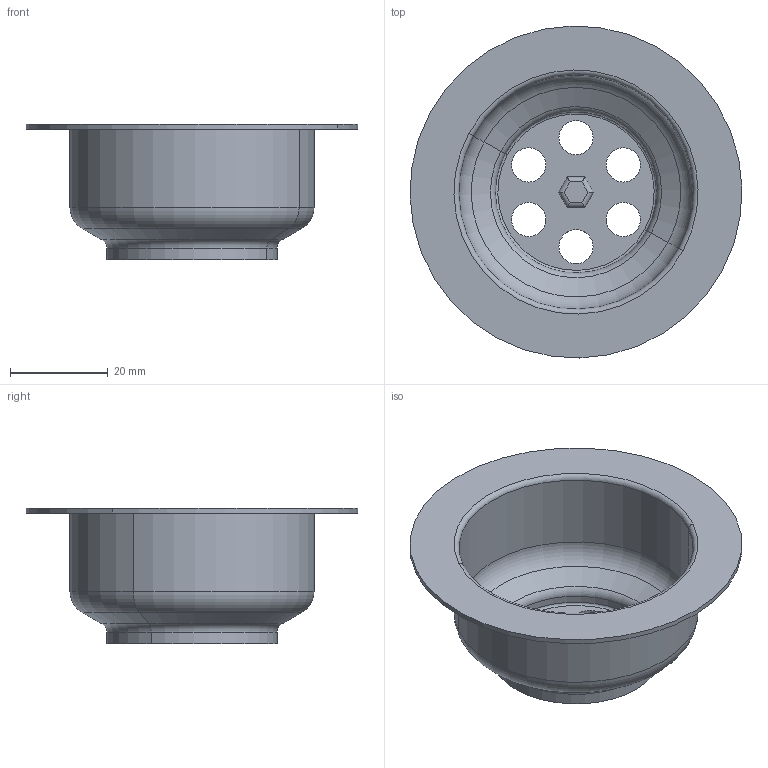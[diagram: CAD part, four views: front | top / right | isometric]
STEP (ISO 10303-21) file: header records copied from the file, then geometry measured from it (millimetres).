
FILE_DESCRIPTION(('CATIA V5 STEP Exchange'),'2;1');
FILE_NAME('Sita59.stp','2017-07-28T14:16:43+00:00',('none'),('none'),'CATIA Version 5 Release 19 GA (IN-10)','CATIA V5 STEP AP203','none');
FILE_SCHEMA(('CONFIG_CONTROL_DESIGN'));
Length unit declared in the file: millimetre
Products named in the file (1): Sita59
Bounding box: 67.98 x 67.98 x 27.8 mm (x, y, z)
Volume: 6965.6 mm3; surface area: 13845.4 mm2
Topology: 1 solids, 1 shells, 55 faces, 124 edges, 74 vertices
Faces by surface type: cylinder 28, torus 12, plane 11, cone 4
Entity records: 1459 total; most frequent: CARTESIAN_POINT 265, ORIENTED_EDGE 248, DIRECTION 190, EDGE_CURVE 124, AXIS2_PLACEMENT_3D 105, VERTEX_POINT 74, EDGE_LOOP 70, CIRCLE 68
